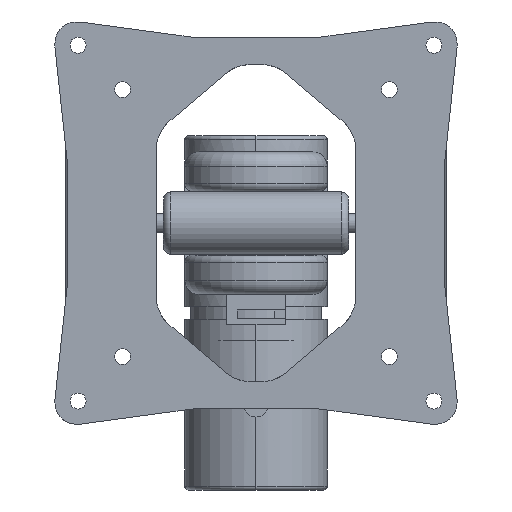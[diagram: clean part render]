
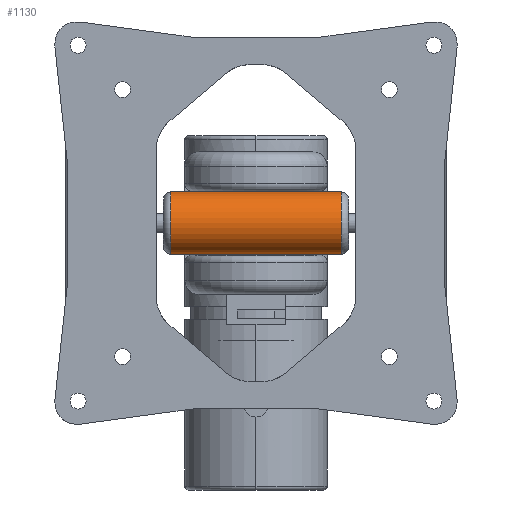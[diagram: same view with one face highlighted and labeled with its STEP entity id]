
A CAD part, front view. The second image highlights one B-rep face of the part: STEP entity #1130.
In plain terms, the highlighted cylindrical face has radius 8.75 mm (diameter 17.5 mm), a partial arc.
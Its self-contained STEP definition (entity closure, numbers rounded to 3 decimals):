
#1130=ADVANCED_FACE('',(#2511),#2512,.T.);
#2511=FACE_OUTER_BOUND('',#4304,.T.);
#2512=CYLINDRICAL_SURFACE('',#4305,8.75);
#4304=EDGE_LOOP('',(#6757,#6758,#6759,#6760));
#4305=AXIS2_PLACEMENT_3D('',#6761,#6762,#6763);
#6757=ORIENTED_EDGE('',*,*,#11421,.T.);
#6758=ORIENTED_EDGE('',*,*,#11331,.F.);
#6759=ORIENTED_EDGE('',*,*,#11423,.T.);
#6760=ORIENTED_EDGE('',*,*,#11347,.F.);
#6761=CARTESIAN_POINT('',(-26.0,-382.25,0.0));
#6762=DIRECTION('',(1.0,0.0,-0.0));
#6763=DIRECTION('',(0.0,0.,1.0));
#11331=EDGE_CURVE('',#13591,#13593,#13594,.T.);
#11347=EDGE_CURVE('',#13619,#13621,#13622,.T.);
#11421=EDGE_CURVE('',#13619,#13593,#13715,.T.);
#11423=EDGE_CURVE('',#13591,#13621,#13717,.T.);
#13591=VERTEX_POINT('',#16802);
#13593=VERTEX_POINT('',#16805);
#13594=LINE('',#16806,#16807);
#13619=VERTEX_POINT('',#16837);
#13621=VERTEX_POINT('',#16840);
#13622=LINE('',#16841,#16842);
#13715=CIRCLE('',#16953,8.75);
#13717=CIRCLE('',#16955,8.75);
#16802=CARTESIAN_POINT('',(24.0,-382.25,-8.75));
#16805=CARTESIAN_POINT('',(-24.0,-382.25,-8.75));
#16806=CARTESIAN_POINT('',(13.,-382.25,-8.75));
#16807=VECTOR('',#21588,1.0);
#16837=CARTESIAN_POINT('',(-24.0,-382.25,8.75));
#16840=CARTESIAN_POINT('',(24.0,-382.25,8.75));
#16841=CARTESIAN_POINT('',(-13.,-382.25,8.75));
#16842=VECTOR('',#21616,1.0);
#16953=AXIS2_PLACEMENT_3D('',#21725,#21726,#21727);
#16955=AXIS2_PLACEMENT_3D('',#21728,#21729,#21730);
#21588=DIRECTION('',(-1.0,0.0,0.0));
#21616=DIRECTION('',(1.0,0.0,0.0));
#21725=CARTESIAN_POINT('',(-24.0,-382.25,0.0));
#21726=DIRECTION('',(1.0,0.0,-0.0));
#21727=DIRECTION('',(0.0,0.,1.0));
#21728=CARTESIAN_POINT('',(24.0,-382.25,0.0));
#21729=DIRECTION('',(-1.0,0.0,0.0));
#21730=DIRECTION('',(0.0,0.,1.0));
